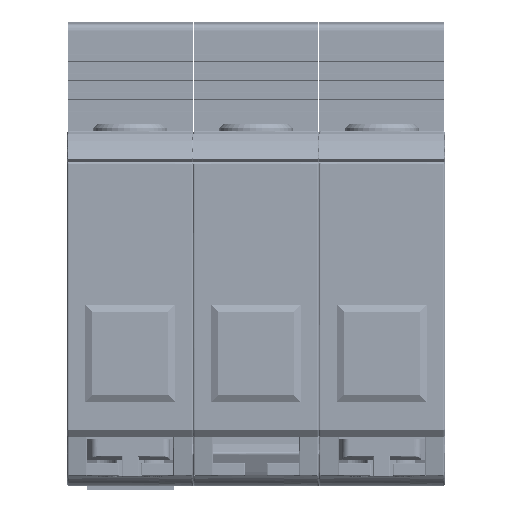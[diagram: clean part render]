
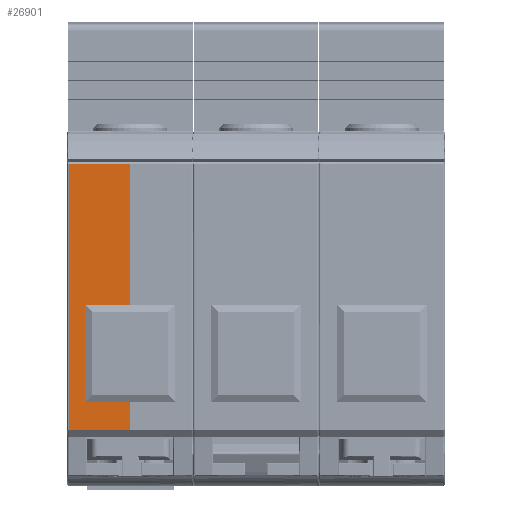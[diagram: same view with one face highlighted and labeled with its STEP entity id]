
A CAD part, front view. The second image highlights one B-rep face of the part: STEP entity #26901.
In plain terms, the highlighted planar face has unit normal (0, -1, 0).
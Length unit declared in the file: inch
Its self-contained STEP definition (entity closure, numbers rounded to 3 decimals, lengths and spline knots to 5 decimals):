
#1800 = DIRECTION ( 'NONE',  ( 0., 0., 1. ) ) ;
#2010 = ORIENTED_EDGE ( 'NONE', *, *, #128576, .T. ) ;
#2628 = LINE ( 'NONE', #3882, #48512 ) ;
#3516 = PLANE ( 'NONE',  #52121 ) ;
#3882 = CARTESIAN_POINT ( 'NONE',  ( -0.21755, -1.77165, 0.99409 ) ) ;
#7662 = VECTOR ( 'NONE', #236698, 39.37008 ) ;
#10887 = CARTESIAN_POINT ( 'NONE',  ( 0., -1.77165, -0.01858 ) ) ;
#11335 = ORIENTED_EDGE ( 'NONE', *, *, #214015, .T. ) ;
#15878 = CARTESIAN_POINT ( 'NONE',  ( 0., -1.77165, 0.99409 ) ) ;
#16443 = CARTESIAN_POINT ( 'NONE',  ( -0.21755, -1.77165, -0.49812 ) ) ;
#26901 = ADVANCED_FACE ( 'NONE', ( #213806 ), #3516, .T. ) ;
#29304 = VECTOR ( 'NONE', #1800, 39.37008 ) ;
#40850 = ORIENTED_EDGE ( 'NONE', *, *, #220748, .T. ) ;
#43325 = CARTESIAN_POINT ( 'NONE',  ( 0., -1.77165, 0.99409 ) ) ;
#46167 = CARTESIAN_POINT ( 'NONE',  ( 0., -1.77165, 0.81152 ) ) ;
#48512 = VECTOR ( 'NONE', #210474, 39.37008 ) ;
#48611 = CARTESIAN_POINT ( 'NONE',  ( -0.21755, -1.77165, -0.01858 ) ) ;
#52121 = AXIS2_PLACEMENT_3D ( 'NONE', #43325, #215023, #160215 ) ;
#55804 = CARTESIAN_POINT ( 'NONE',  ( 0., -1.77165, -0.49812 ) ) ;
#63862 = DIRECTION ( 'NONE',  ( 0., 0., 1. ) ) ;
#65010 = CARTESIAN_POINT ( 'NONE',  ( 0., -1.77165, -0.49812 ) ) ;
#66299 = LINE ( 'NONE', #83742, #136287 ) ;
#67035 = VERTEX_POINT ( 'NONE', #55804 ) ;
#73133 = ORIENTED_EDGE ( 'NONE', *, *, #135403, .F. ) ;
#79072 = VECTOR ( 'NONE', #103064, 39.37008 ) ;
#83742 = CARTESIAN_POINT ( 'NONE',  ( 0., -1.77165, 0.99409 ) ) ;
#83809 = CARTESIAN_POINT ( 'NONE',  ( 0., -1.77165, -0.67748 ) ) ;
#87014 = LINE ( 'NONE', #162948, #239697 ) ;
#95315 = ORIENTED_EDGE ( 'NONE', *, *, #188223, .T. ) ;
#103064 = DIRECTION ( 'NONE',  ( 1., 0., 0. ) ) ;
#103729 = LINE ( 'NONE', #83809, #205893 ) ;
#105277 = ORIENTED_EDGE ( 'NONE', *, *, #123760, .T. ) ;
#109326 = CARTESIAN_POINT ( 'NONE',  ( 0., -1.77165, -0.01858 ) ) ;
#113283 = VERTEX_POINT ( 'NONE', #46167 ) ;
#120209 = ORIENTED_EDGE ( 'NONE', *, *, #168797, .T. ) ;
#123760 = EDGE_CURVE ( 'NONE', #113283, #209175, #87014, .T. ) ;
#127970 = VERTEX_POINT ( 'NONE', #48611 ) ;
#128576 = EDGE_CURVE ( 'NONE', #237098, #67035, #135005, .T. ) ;
#135005 = LINE ( 'NONE', #15878, #29304 ) ;
#135403 = EDGE_CURVE ( 'NONE', #141131, #209175, #180525, .T. ) ;
#136287 = VECTOR ( 'NONE', #63862, 39.37008 ) ;
#141131 = VERTEX_POINT ( 'NONE', #245349 ) ;
#142995 = CARTESIAN_POINT ( 'NONE',  ( -0.34055, -1.77165, 0.81152 ) ) ;
#150047 = EDGE_LOOP ( 'NONE', ( #2010, #120209, #40850, #95315, #152789, #105277, #73133, #11335 ) ) ;
#152789 = ORIENTED_EDGE ( 'NONE', *, *, #199814, .T. ) ;
#154661 = VERTEX_POINT ( 'NONE', #16443 ) ;
#157487 = VERTEX_POINT ( 'NONE', #109326 ) ;
#160215 = DIRECTION ( 'NONE',  ( 0., 0., -1. ) ) ;
#162948 = CARTESIAN_POINT ( 'NONE',  ( 0., -1.77165, 0.81152 ) ) ;
#168797 = EDGE_CURVE ( 'NONE', #67035, #154661, #221717, .T. ) ;
#176492 = LINE ( 'NONE', #10887, #79072 ) ;
#180525 = LINE ( 'NONE', #219101, #244744 ) ;
#188223 = EDGE_CURVE ( 'NONE', #127970, #157487, #176492, .T. ) ;
#195846 = DIRECTION ( 'NONE',  ( 1., 0., 0. ) ) ;
#199814 = EDGE_CURVE ( 'NONE', #157487, #113283, #66299, .T. ) ;
#200959 = CARTESIAN_POINT ( 'NONE',  ( 0., -1.77165, -0.67748 ) ) ;
#205893 = VECTOR ( 'NONE', #195846, 39.37008 ) ;
#209175 = VERTEX_POINT ( 'NONE', #142995 ) ;
#210474 = DIRECTION ( 'NONE',  ( 0., 0., 1. ) ) ;
#213806 = FACE_OUTER_BOUND ( 'NONE', #150047, .T. ) ;
#214015 = EDGE_CURVE ( 'NONE', #141131, #237098, #103729, .T. ) ;
#215023 = DIRECTION ( 'NONE',  ( 0., -1., 0. ) ) ;
#219101 = CARTESIAN_POINT ( 'NONE',  ( -0.34055, -1.77165, 0.81152 ) ) ;
#220748 = EDGE_CURVE ( 'NONE', #154661, #127970, #2628, .T. ) ;
#221717 = LINE ( 'NONE', #65010, #7662 ) ;
#236698 = DIRECTION ( 'NONE',  ( -1., 0., 0. ) ) ;
#237098 = VERTEX_POINT ( 'NONE', #200959 ) ;
#238828 = DIRECTION ( 'NONE',  ( -1., 0., 0. ) ) ;
#239697 = VECTOR ( 'NONE', #238828, 39.37008 ) ;
#241427 = DIRECTION ( 'NONE',  ( 0., 0., 1. ) ) ;
#244744 = VECTOR ( 'NONE', #241427, 39.37008 ) ;
#245349 = CARTESIAN_POINT ( 'NONE',  ( -0.34055, -1.77165, -0.67748 ) ) ;
